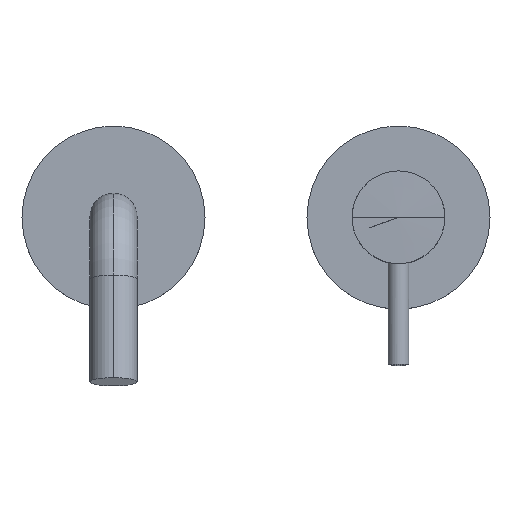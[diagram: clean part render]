
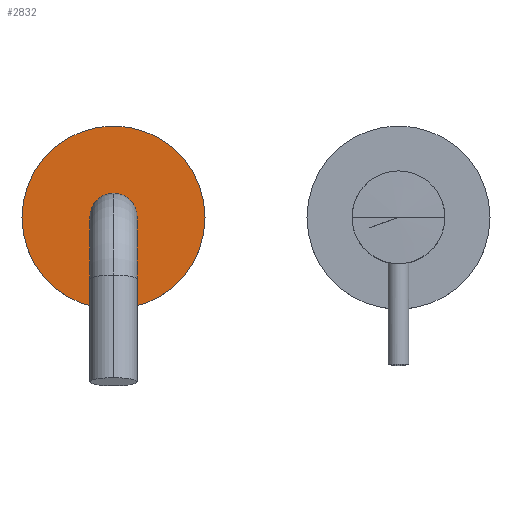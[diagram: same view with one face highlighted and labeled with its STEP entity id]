
A CAD part, top view. The second image highlights one B-rep face of the part: STEP entity #2832.
In plain terms, the highlighted planar face has unit normal (0, 0, 1).
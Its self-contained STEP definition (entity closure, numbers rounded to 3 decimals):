
#2675=CARTESIAN_POINT('',(-109.,0.,54.));
#2676=DIRECTION('',(0.,0.,1.));
#2677=DIRECTION('',(0.,1.,0.));
#2678=AXIS2_PLACEMENT_3D('',#2675,#2676,#2677);
#2684=CARTESIAN_POINT('',(-109.,0.,54.));
#2685=DIRECTION('',(0.,0.,1.));
#2686=DIRECTION('',(-1.,0.,0.));
#2687=AXIS2_PLACEMENT_3D('',#2684,#2685,#2686);
#2689=CARTESIAN_POINT('',(-109.,0.,54.));
#2690=DIRECTION('',(0.,0.,-1.));
#2691=DIRECTION('',(-1.,0.,0.));
#2692=AXIS2_PLACEMENT_3D('',#2689,#2690,#2691);
#2712=CARTESIAN_POINT('',(-109.,0.,54.));
#2713=DIRECTION('',(0.,0.,1.));
#2714=DIRECTION('',(0.,-1.,0.));
#2715=AXIS2_PLACEMENT_3D('',#2712,#2713,#2714);
#2782=CARTESIAN_POINT('',(-144.,0.,54.));
#2784=VERTEX_POINT('',#2782);
#2786=CARTESIAN_POINT('',(-74.,0.,54.));
#2788=VERTEX_POINT('',#2786);
#2789=CARTESIAN_POINT('',(-109.,-9.,54.));
#2790=CARTESIAN_POINT('',(-109.,9.,54.));
#2791=VERTEX_POINT('',#2789);
#2792=VERTEX_POINT('',#2790);
#2816=CARTESIAN_POINT('',(-109.,0.,54.));
#2817=DIRECTION('',(0.,0.,-1.));
#2818=DIRECTION('',(1.,0.,0.));
#2819=AXIS2_PLACEMENT_3D('',#2816,#2817,#2818);
#2820=PLANE('',#2819);
#2822=ORIENTED_EDGE('',*,*,#2821,.F.);
#2824=ORIENTED_EDGE('',*,*,#2823,.T.);
#2825=EDGE_LOOP('',(#2822,#2824));
#2826=FACE_OUTER_BOUND('',#2825,.F.);
#2828=ORIENTED_EDGE('',*,*,#2827,.T.);
#2829=ORIENTED_EDGE('',*,*,#2798,.T.);
#2830=EDGE_LOOP('',(#2828,#2829));
#2831=FACE_BOUND('',#2830,.F.);
#2832=ADVANCED_FACE('',(#2826,#2831),#2820,.F.);
#2679=CIRCLE('',#2678,9.);
#2688=CIRCLE('',#2687,35.);
#2693=CIRCLE('',#2692,35.);
#2716=CIRCLE('',#2715,9.);
#2798=EDGE_CURVE('',#2792,#2791,#2679,.T.);
#2821=EDGE_CURVE('',#2784,#2788,#2688,.T.);
#2823=EDGE_CURVE('',#2784,#2788,#2693,.T.);
#2827=EDGE_CURVE('',#2791,#2792,#2716,.T.);
